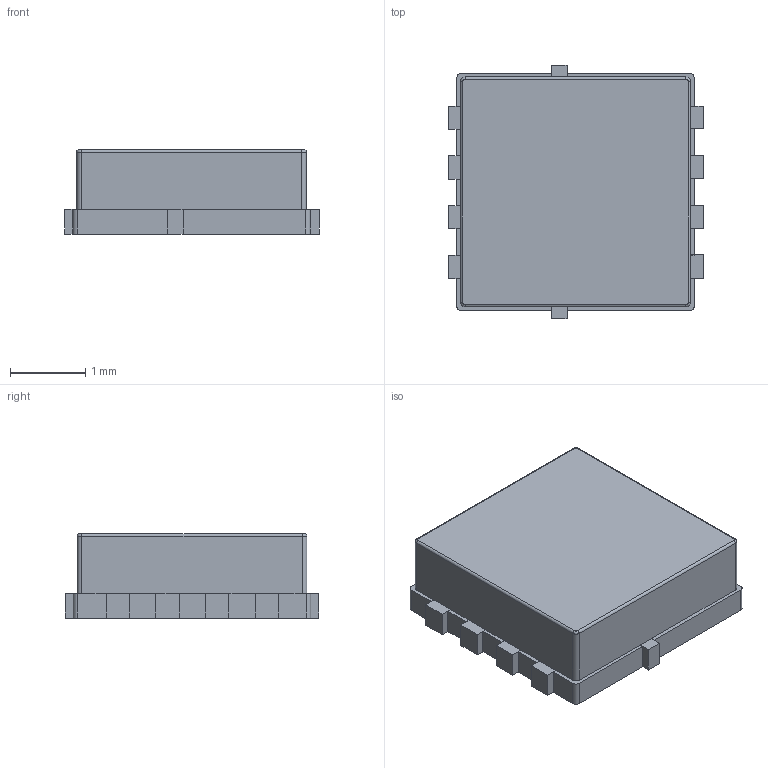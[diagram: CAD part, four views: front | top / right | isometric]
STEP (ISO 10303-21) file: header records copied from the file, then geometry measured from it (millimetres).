
FILE_DESCRIPTION(('HOOPS Exchange Step'),'2;1');
FILE_NAME('temp_export','2022-12-21T11:33:24+08:00',('30abd'),('Shapr3D Limited'),'HOOPS Exchange 2022.0','Shapr3D','Authorized');
FILE_SCHEMA( ('AUTOMOTIVE_DESIGN { 1 0 10303 214 1 1 1 1 }') );
Length unit declared in the file: millimetre
Products named in the file (1): root
Bounding box: 3.37 x 3.36 x 1.12 mm (x, y, z)
Volume: 10.7 mm3; surface area: 53 mm2
Topology: 6 solids, 6 shells, 152 faces, 392 edges, 252 vertices
Faces by surface type: plane 136, cylinder 12, torus 4
Entity records: 4546 total; most frequent: CARTESIAN_POINT 797, ORIENTED_EDGE 784, DIRECTION 726, EDGE_CURVE 392, VECTOR 364, LINE 364, VERTEX_POINT 252, AXIS2_PLACEMENT_3D 181
